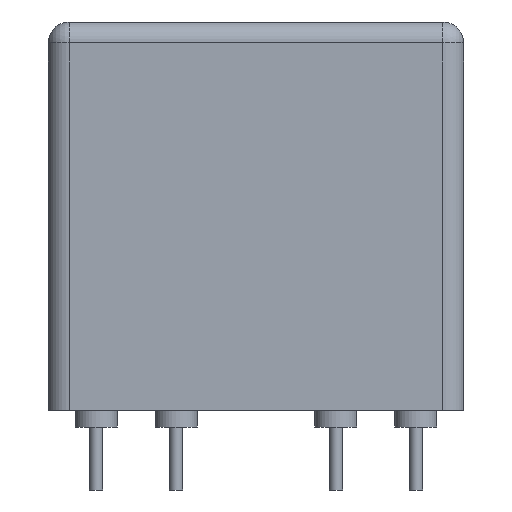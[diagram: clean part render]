
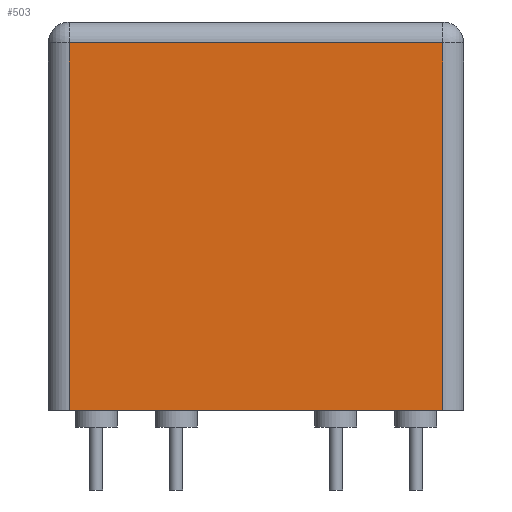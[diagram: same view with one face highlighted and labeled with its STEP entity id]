
A CAD part, left-side view. The second image highlights one B-rep face of the part: STEP entity #503.
In plain terms, the highlighted planar face has unit normal (-1, 0, 0).
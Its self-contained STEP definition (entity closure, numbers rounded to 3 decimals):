
#466=PLANE('',#1191);
#503=ADVANCED_FACE('NONE',(#584),#466,.F.);
#584=FACE_OUTER_BOUND('',#632,.T.);
#632=EDGE_LOOP('',(#821,#822,#823,#824));
#677=LINE('',#1554,#717);
#680=LINE('',#1559,#720);
#686=LINE('',#1582,#726);
#692=LINE('',#1595,#732);
#717=VECTOR('',#1297,1.);
#720=VECTOR('',#1302,1.);
#726=VECTOR('',#1330,1.);
#732=VECTOR('',#1344,1.);
#821=ORIENTED_EDGE('',*,*,#1020,.T.);
#822=ORIENTED_EDGE('',*,*,#1017,.T.);
#823=ORIENTED_EDGE('',*,*,#1040,.T.);
#824=ORIENTED_EDGE('',*,*,#1032,.T.);
#952=VERTEX_POINT('',#1548);
#953=VERTEX_POINT('',#1552);
#956=VERTEX_POINT('',#1560);
#962=VERTEX_POINT('',#1583);
#1017=EDGE_CURVE('NONE',#952,#953,#677,.T.);
#1020=EDGE_CURVE('NONE',#956,#952,#680,.T.);
#1032=EDGE_CURVE('NONE',#962,#956,#686,.T.);
#1040=EDGE_CURVE('NONE',#953,#962,#692,.T.);
#1191=AXIS2_PLACEMENT_3D('',#1601,#1355,#1356);
#1297=DIRECTION('',(0.,0.,-1.));
#1302=DIRECTION('',(0.,1.,0.));
#1330=DIRECTION('',(0.,0.,1.));
#1344=DIRECTION('',(0.,-1.,0.));
#1355=DIRECTION('',(1.,0.,0.));
#1356=DIRECTION('',(0.,0.,-1.));
#1548=CARTESIAN_POINT('',(0.,18.8,17.5));
#1552=CARTESIAN_POINT('',(0.,18.8,0.));
#1554=CARTESIAN_POINT('',(0.,18.8,18.5));
#1559=CARTESIAN_POINT('',(0.,0.,17.5));
#1560=CARTESIAN_POINT('',(0.,1.,17.5));
#1582=CARTESIAN_POINT('',(0.,1.,18.5));
#1583=CARTESIAN_POINT('',(0.,1.,0.));
#1595=CARTESIAN_POINT('',(0.,0.,0.));
#1601=CARTESIAN_POINT('',(0.,0.,18.5));
